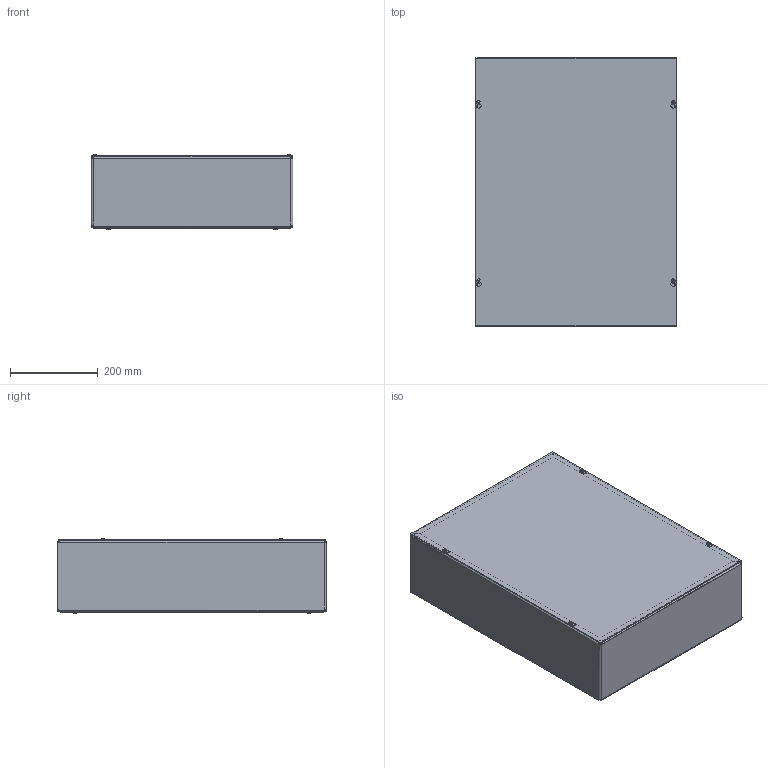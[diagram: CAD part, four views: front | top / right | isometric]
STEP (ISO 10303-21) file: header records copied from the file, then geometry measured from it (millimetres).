
FILE_DESCRIPTION(/* description */ ('BACKS - 18"X24"'),/* implementation_level */ '2;1');
FILE_NAME(/* name */ 'SC182406NK.stp',/* time_stamp */ '2014-12-08T16:54:00+05:00',/* author */ ('ps'),/* organization */ (''),/* preprocessor_version */ 'ST-DEVELOPER v15.2',/* originating_system */ 'Autodesk Inventor 2014',/* authorisation */ '');
FILE_SCHEMA (('AUTOMOTIVE_DESIGN { 1 0 10303 214 3 1 1 }'));
Length unit declared in the file: inch
Products named in the file (5): SC1824BKP; SC182406NKWRA; SC1824LID; 34056; SC182406NK
Bounding box: 460.38 x 612.77 x 170.58 mm (x, y, z)
Volume: 1693031 mm3; surface area: 1955984.5 mm2
Topology: 7 solids, 7 shells, 358 faces, 919 edges, 581 vertices
Faces by surface type: plane 133, cylinder 75, cone 48, bspline 46, torus 36, sphere 20
Full cylindrical faces by diameter (mm): 3.734 x4, 4.166 x4, 4.191 x1, 4.566 x8, 5.803 x1, 7.62 x4, 9.754 x4
Entity records: 9211 total; most frequent: CARTESIAN_POINT 2946, ORIENTED_EDGE 1204, DIRECTION 1101, EDGE_CURVE 602, VERTEX_POINT 402, AXIS2_PLACEMENT_3D 377, EDGE_LOOP 370, LINE 347
